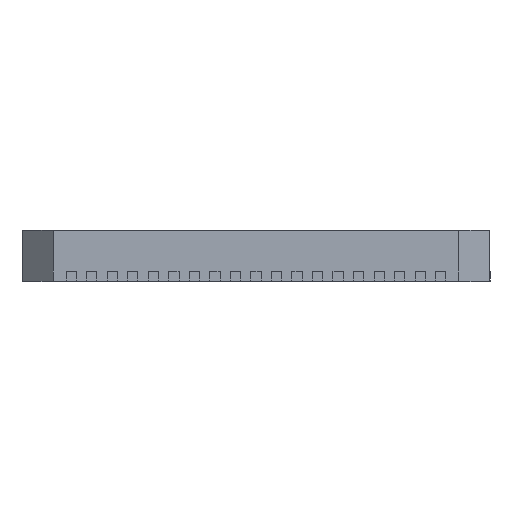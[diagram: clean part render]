
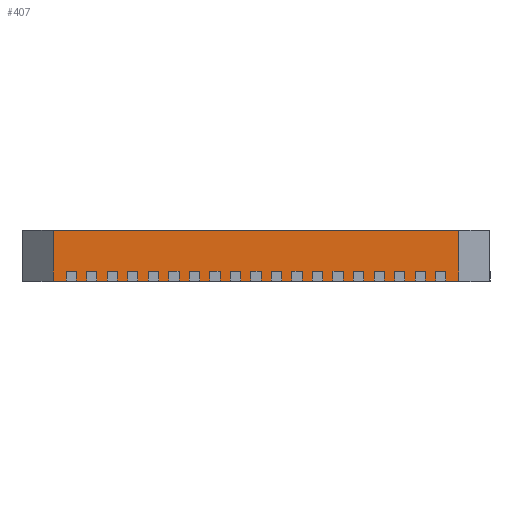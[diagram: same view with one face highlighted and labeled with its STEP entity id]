
A CAD part, left-side view. The second image highlights one B-rep face of the part: STEP entity #407.
In plain terms, the highlighted planar face has unit normal (-1, 0, 0).
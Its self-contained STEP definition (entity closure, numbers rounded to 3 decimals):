
#407 = ADVANCED_FACE('',(#408),#422,.F.);
#408 = FACE_BOUND('',#409,.F.);
#409 = EDGE_LOOP('',(#410,#445,#473,#501));
#410 = ORIENTED_EDGE('',*,*,#411,.F.);
#411 = EDGE_CURVE('',#412,#414,#416,.T.);
#412 = VERTEX_POINT('',#413);
#413 = CARTESIAN_POINT('',(0.,0.6,1.));
#414 = VERTEX_POINT('',#415);
#415 = CARTESIAN_POINT('',(0.,8.5,1.));
#416 = SURFACE_CURVE('',#417,(#421,#433),.PCURVE_S1.);
#417 = LINE('',#418,#419);
#418 = CARTESIAN_POINT('',(0.,0.,1.));
#419 = VECTOR('',#420,1.);
#420 = DIRECTION('',(0.,1.,0.));
#421 = PCURVE('',#422,#427);
#422 = PLANE('',#423);
#423 = AXIS2_PLACEMENT_3D('',#424,#425,#426);
#424 = CARTESIAN_POINT('',(0.,0.,0.01));
#425 = DIRECTION('',(1.,0.,0.));
#426 = DIRECTION('',(0.,0.,1.));
#427 = DEFINITIONAL_REPRESENTATION('',(#428),#432);
#428 = LINE('',#429,#430);
#429 = CARTESIAN_POINT('',(0.99,0.));
#430 = VECTOR('',#431,1.);
#431 = DIRECTION('',(0.,-1.));
#432 = ( GEOMETRIC_REPRESENTATION_CONTEXT(2) 
PARAMETRIC_REPRESENTATION_CONTEXT() REPRESENTATION_CONTEXT('2D SPACE',''
  ) );
#433 = PCURVE('',#434,#439);
#434 = PLANE('',#435);
#435 = AXIS2_PLACEMENT_3D('',#436,#437,#438);
#436 = CARTESIAN_POINT('',(0.,0.,1.));
#437 = DIRECTION('',(0.,0.,1.));
#438 = DIRECTION('',(1.,0.,0.));
#439 = DEFINITIONAL_REPRESENTATION('',(#440),#444);
#440 = LINE('',#441,#442);
#441 = CARTESIAN_POINT('',(0.,0.));
#442 = VECTOR('',#443,1.);
#443 = DIRECTION('',(0.,1.));
#444 = ( GEOMETRIC_REPRESENTATION_CONTEXT(2) 
PARAMETRIC_REPRESENTATION_CONTEXT() REPRESENTATION_CONTEXT('2D SPACE',''
  ) );
#445 = ORIENTED_EDGE('',*,*,#446,.F.);
#446 = EDGE_CURVE('',#447,#412,#449,.T.);
#447 = VERTEX_POINT('',#448);
#448 = CARTESIAN_POINT('',(0.,0.6,0.01));
#449 = SURFACE_CURVE('',#450,(#454,#461),.PCURVE_S1.);
#450 = LINE('',#451,#452);
#451 = CARTESIAN_POINT('',(0.,0.6,0.01));
#452 = VECTOR('',#453,1.);
#453 = DIRECTION('',(0.,0.,1.));
#454 = PCURVE('',#422,#455);
#455 = DEFINITIONAL_REPRESENTATION('',(#456),#460);
#456 = LINE('',#457,#458);
#457 = CARTESIAN_POINT('',(0.,-0.6));
#458 = VECTOR('',#459,1.);
#459 = DIRECTION('',(1.,0.));
#460 = ( GEOMETRIC_REPRESENTATION_CONTEXT(2) 
PARAMETRIC_REPRESENTATION_CONTEXT() REPRESENTATION_CONTEXT('2D SPACE',''
  ) );
#461 = PCURVE('',#462,#467);
#462 = PLANE('',#463);
#463 = AXIS2_PLACEMENT_3D('',#464,#465,#466);
#464 = CARTESIAN_POINT('',(0.6,0.,0.01));
#465 = DIRECTION('',(-0.707,-0.707,0.));
#466 = DIRECTION('',(-0.707,0.707,0.));
#467 = DEFINITIONAL_REPRESENTATION('',(#468),#472);
#468 = LINE('',#469,#470);
#469 = CARTESIAN_POINT('',(0.849,0.));
#470 = VECTOR('',#471,1.);
#471 = DIRECTION('',(0.,-1.));
#472 = ( GEOMETRIC_REPRESENTATION_CONTEXT(2) 
PARAMETRIC_REPRESENTATION_CONTEXT() REPRESENTATION_CONTEXT('2D SPACE',''
  ) );
#473 = ORIENTED_EDGE('',*,*,#474,.T.);
#474 = EDGE_CURVE('',#447,#475,#477,.T.);
#475 = VERTEX_POINT('',#476);
#476 = CARTESIAN_POINT('',(0.,8.5,0.01));
#477 = SURFACE_CURVE('',#478,(#482,#489),.PCURVE_S1.);
#478 = LINE('',#479,#480);
#479 = CARTESIAN_POINT('',(0.,0.,0.01));
#480 = VECTOR('',#481,1.);
#481 = DIRECTION('',(0.,1.,0.));
#482 = PCURVE('',#422,#483);
#483 = DEFINITIONAL_REPRESENTATION('',(#484),#488);
#484 = LINE('',#485,#486);
#485 = CARTESIAN_POINT('',(0.,0.));
#486 = VECTOR('',#487,1.);
#487 = DIRECTION('',(0.,-1.));
#488 = ( GEOMETRIC_REPRESENTATION_CONTEXT(2) 
PARAMETRIC_REPRESENTATION_CONTEXT() REPRESENTATION_CONTEXT('2D SPACE',''
  ) );
#489 = PCURVE('',#490,#495);
#490 = PLANE('',#491);
#491 = AXIS2_PLACEMENT_3D('',#492,#493,#494);
#492 = CARTESIAN_POINT('',(0.,0.,0.01));
#493 = DIRECTION('',(0.,0.,1.));
#494 = DIRECTION('',(1.,0.,0.));
#495 = DEFINITIONAL_REPRESENTATION('',(#496),#500);
#496 = LINE('',#497,#498);
#497 = CARTESIAN_POINT('',(0.,0.));
#498 = VECTOR('',#499,1.);
#499 = DIRECTION('',(0.,1.));
#500 = ( GEOMETRIC_REPRESENTATION_CONTEXT(2) 
PARAMETRIC_REPRESENTATION_CONTEXT() REPRESENTATION_CONTEXT('2D SPACE',''
  ) );
#501 = ORIENTED_EDGE('',*,*,#502,.T.);
#502 = EDGE_CURVE('',#475,#414,#503,.T.);
#503 = SURFACE_CURVE('',#504,(#508,#515),.PCURVE_S1.);
#504 = LINE('',#505,#506);
#505 = CARTESIAN_POINT('',(0.,8.5,0.01));
#506 = VECTOR('',#507,1.);
#507 = DIRECTION('',(0.,0.,1.));
#508 = PCURVE('',#422,#509);
#509 = DEFINITIONAL_REPRESENTATION('',(#510),#514);
#510 = LINE('',#511,#512);
#511 = CARTESIAN_POINT('',(0.,-8.5));
#512 = VECTOR('',#513,1.);
#513 = DIRECTION('',(1.,0.));
#514 = ( GEOMETRIC_REPRESENTATION_CONTEXT(2) 
PARAMETRIC_REPRESENTATION_CONTEXT() REPRESENTATION_CONTEXT('2D SPACE',''
  ) );
#515 = PCURVE('',#516,#521);
#516 = PLANE('',#517);
#517 = AXIS2_PLACEMENT_3D('',#518,#519,#520);
#518 = CARTESIAN_POINT('',(0.6,9.1,0.01));
#519 = DIRECTION('',(-0.707,0.707,0.));
#520 = DIRECTION('',(0.707,0.707,0.));
#521 = DEFINITIONAL_REPRESENTATION('',(#522),#526);
#522 = LINE('',#523,#524);
#523 = CARTESIAN_POINT('',(-0.849,0.));
#524 = VECTOR('',#525,1.);
#525 = DIRECTION('',(0.,-1.));
#526 = ( GEOMETRIC_REPRESENTATION_CONTEXT(2) 
PARAMETRIC_REPRESENTATION_CONTEXT() REPRESENTATION_CONTEXT('2D SPACE',''
  ) );
